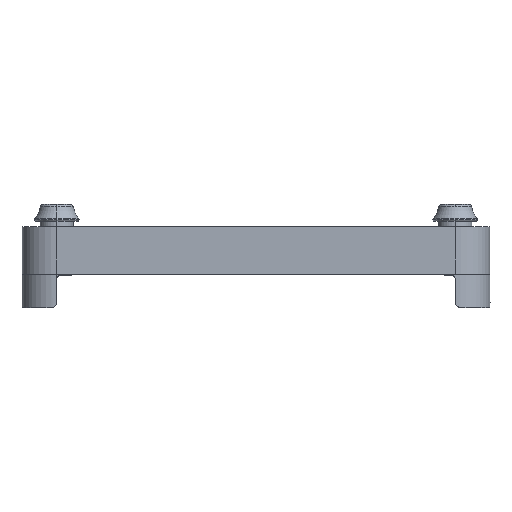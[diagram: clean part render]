
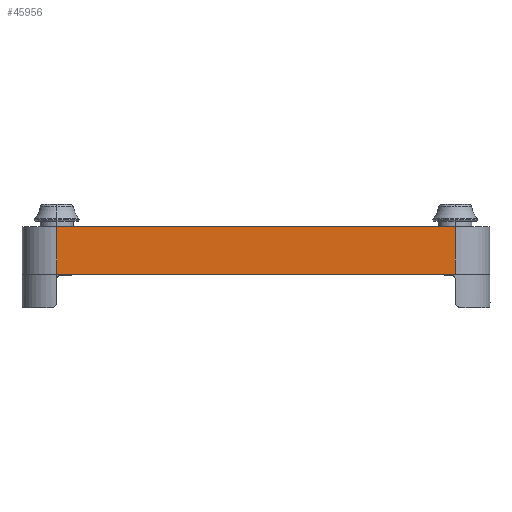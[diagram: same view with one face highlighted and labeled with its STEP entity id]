
A CAD part, left-side view. The second image highlights one B-rep face of the part: STEP entity #45956.
In plain terms, the highlighted planar face has unit normal (-1, 0, 0).
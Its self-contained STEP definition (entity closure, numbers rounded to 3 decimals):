
#1242=CARTESIAN_POINT('',(-42.0,35.715,-2.0));
#1243=VERTEX_POINT('',#1242);
#5618=CARTESIAN_POINT('',(-42.0,-35.715,-2.0));
#5619=VERTEX_POINT('',#5618);
#5627=CARTESIAN_POINT('',(-42.0,-35.715,-2.0));
#5628=DIRECTION('',(0.0,1.0,0.0));
#5629=VECTOR('',#5628,71.429);
#5630=LINE('',#5627,#5629);
#5631=EDGE_CURVE('',#5619,#1243,#5630,.T.);
#44043=CARTESIAN_POINT('',(-42.,-35.75,-2.0));
#44044=VERTEX_POINT('',#44043);
#44052=CARTESIAN_POINT('',(-42.,-35.75,-2.0));
#44053=DIRECTION('',(0.,1.0,0.0));
#44054=VECTOR('',#44053,0.035);
#44055=LINE('',#44052,#44054);
#44056=EDGE_CURVE('',#44044,#5619,#44055,.T.);
#44317=CARTESIAN_POINT('',(-42.,35.75,-2.0));
#44318=VERTEX_POINT('',#44317);
#44336=CARTESIAN_POINT('',(-42.0,35.715,-2.0));
#44337=DIRECTION('',(0.,1.0,0.0));
#44338=VECTOR('',#44337,0.035);
#44339=LINE('',#44336,#44338);
#44340=EDGE_CURVE('',#1243,#44318,#44339,.T.);
#45924=CARTESIAN_POINT('',(-42.,-35.75,-2.0));
#45925=DIRECTION('',(-1.0,0.0,0.0));
#45926=DIRECTION('',(0.0,0.0,1.0));
#45927=AXIS2_PLACEMENT_3D('',#45924,#45925,#45926);
#45928=PLANE('',#45927);
#45929=CARTESIAN_POINT('',(-42.,-35.75,6.5));
#45930=VERTEX_POINT('',#45929);
#45931=CARTESIAN_POINT('',(-42.,-35.75,-2.0));
#45932=DIRECTION('',(0.0,0.0,1.0));
#45933=VECTOR('',#45932,8.5);
#45934=LINE('',#45931,#45933);
#45935=EDGE_CURVE('',#44044,#45930,#45934,.T.);
#45936=ORIENTED_EDGE('',*,*,#45935,.T.);
#45937=CARTESIAN_POINT('',(-42.,35.75,6.5));
#45938=VERTEX_POINT('',#45937);
#45939=CARTESIAN_POINT('',(-42.,-35.75,6.5));
#45940=DIRECTION('',(0.0,1.0,0.0));
#45941=VECTOR('',#45940,71.5);
#45942=LINE('',#45939,#45941);
#45943=EDGE_CURVE('',#45930,#45938,#45942,.T.);
#45944=ORIENTED_EDGE('',*,*,#45943,.T.);
#45945=CARTESIAN_POINT('',(-42.,35.75,-2.0));
#45946=DIRECTION('',(0.0,0.0,1.0));
#45947=VECTOR('',#45946,8.5);
#45948=LINE('',#45945,#45947);
#45949=EDGE_CURVE('',#44318,#45938,#45948,.T.);
#45950=ORIENTED_EDGE('',*,*,#45949,.F.);
#45951=ORIENTED_EDGE('',*,*,#44340,.F.);
#45952=ORIENTED_EDGE('',*,*,#5631,.F.);
#45953=ORIENTED_EDGE('',*,*,#44056,.F.);
#45954=EDGE_LOOP('',(#45936,#45944,#45950,#45951,#45952,#45953));
#45955=FACE_OUTER_BOUND('',#45954,.T.);
#45956=ADVANCED_FACE('',(#45955),#45928,.T.);
